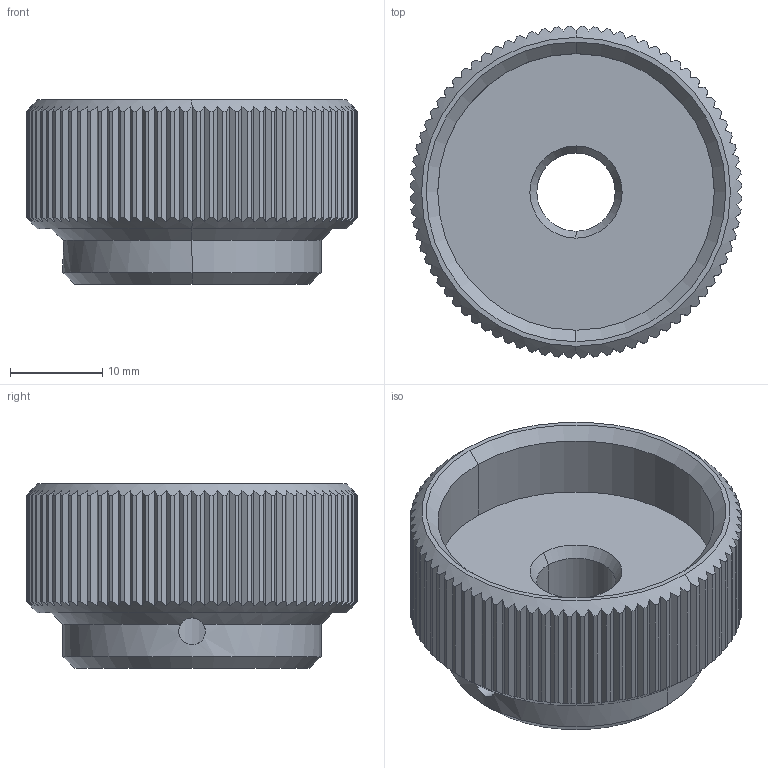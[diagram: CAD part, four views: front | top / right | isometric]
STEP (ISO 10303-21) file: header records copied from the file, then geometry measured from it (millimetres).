
FILE_DESCRIPTION(('STEP AP214'),'1');
FILE_NAME(' ',' ',('TraceParts'),('TraceParts S.A.'),'XStep 1.0',' ',' ');
FILE_SCHEMA(('automotive_design'));
Length unit declared in the file: millimetre
Products named in the file (1): 1
Bounding box: 35.99 x 35.99 x 20 mm (x, y, z)
Volume: 11038.7 mm3; surface area: 5169.7 mm2
Topology: 1 solids, 1 shells, 266 faces, 775 edges, 512 vertices
Faces by surface type: plane 164, cylinder 88, cone 14
Entity records: 17186 total; most frequent: CARTESIAN_POINT 2343, STYLED_ITEM 1554, PRESENTATION_STYLE_ASSIGNMENT 1554, COLOUR_RGB 1554, ORIENTED_EDGE 1550, DIRECTION 1170, EDGE_CURVE 775, CURVE_STYLE 775
